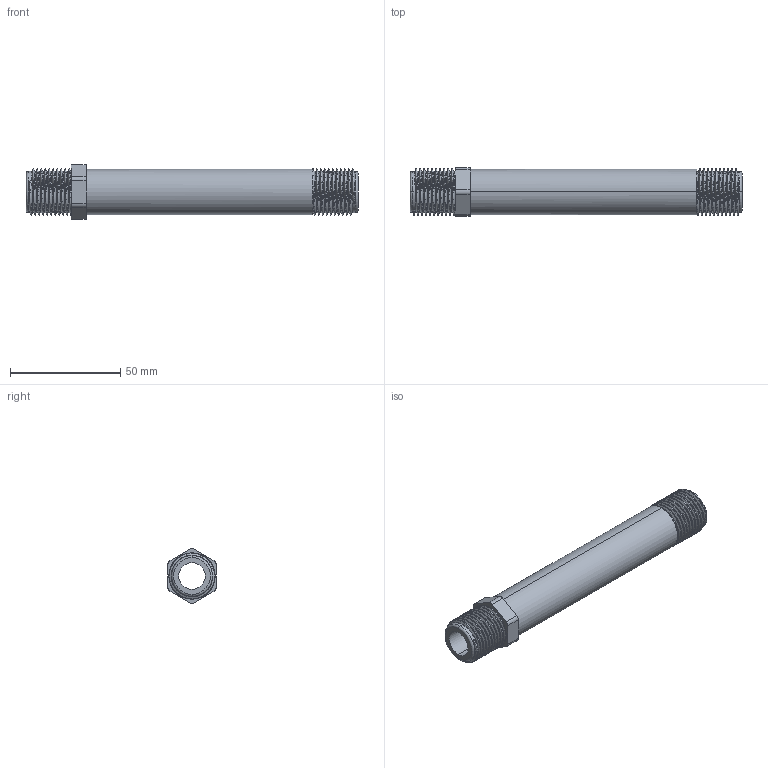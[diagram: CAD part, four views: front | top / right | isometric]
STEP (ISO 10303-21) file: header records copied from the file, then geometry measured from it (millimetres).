
FILE_DESCRIPTION (( 'STEP AP203' ), '1' );
FILE_NAME ('00212_0303.STEP', '2017-05-18T13:13:10', ( '' ), ( '' ), 'SwSTEP 2.0', 'SolidWorks 2011', '' );
FILE_SCHEMA (( 'CONFIG_CONTROL_DESIGN' ));
Length unit declared in the file: millimetre
Products named in the file (1): 00212_0303
Bounding box: 150.7 x 22 x 24.78 mm (x, y, z)
Volume: 32902.4 mm3; surface area: 17565.9 mm2
Topology: 1 solids, 1 shells, 93 faces, 249 edges, 160 vertices
Faces by surface type: cylinder 57, plane 12, torus 10, bspline 10, cone 4
Entity records: 12596 total; most frequent: CARTESIAN_POINT 10509, ORIENTED_EDGE 498, DIRECTION 357, EDGE_CURVE 249, VERTEX_POINT 160, AXIS2_PLACEMENT_3D 140, EDGE_LOOP 97, ADVANCED_FACE 93
